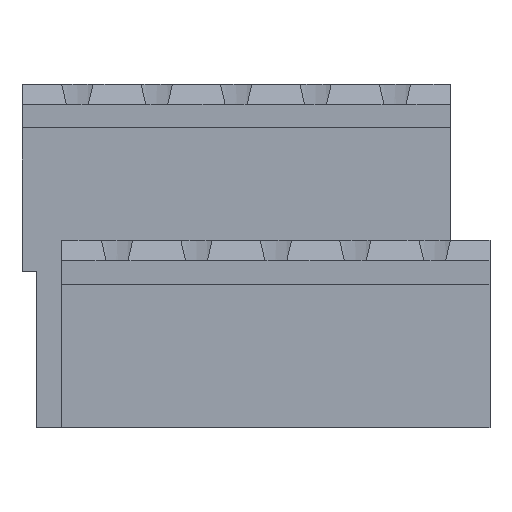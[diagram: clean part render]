
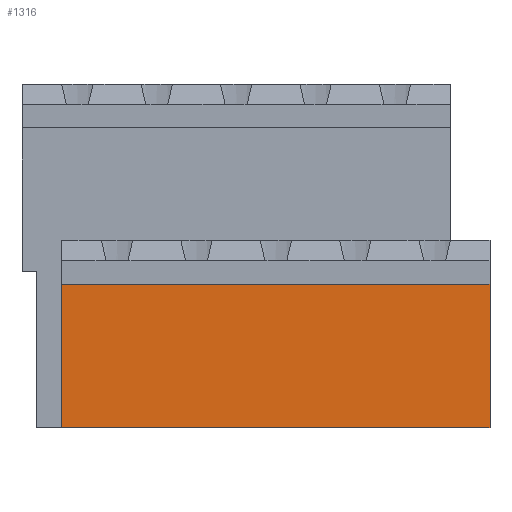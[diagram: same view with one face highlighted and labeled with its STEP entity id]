
A CAD part, front view. The second image highlights one B-rep face of the part: STEP entity #1316.
In plain terms, the highlighted planar face has unit normal (0, -1, 0).
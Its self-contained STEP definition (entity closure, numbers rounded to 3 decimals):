
#1316 = ADVANCED_FACE( '', ( #2630 ), #2631, .F. );
#2630 = FACE_OUTER_BOUND( '', #3946, .T. );
#2631 = PLANE( '', #3947 );
#3946 = EDGE_LOOP( '', ( #7697, #7698, #7699, #7700 ) );
#3947 = AXIS2_PLACEMENT_3D( '', #7701, #7702, #7703 );
#7697 = ORIENTED_EDGE( '', *, *, #9448, .F. );
#7698 = ORIENTED_EDGE( '', *, *, #9171, .F. );
#7699 = ORIENTED_EDGE( '', *, *, #9392, .F. );
#7700 = ORIENTED_EDGE( '', *, *, #8823, .F. );
#7701 = CARTESIAN_POINT( '', ( 0., -18.85, 0. ) );
#7702 = DIRECTION( '', ( 0., 1., 0. ) );
#7703 = DIRECTION( '', ( 0., 0., 1. ) );
#8823 = EDGE_CURVE( '', #10913, #10915, #10916, .T. );
#9171 = EDGE_CURVE( '', #11449, #11451, #11452, .T. );
#9392 = EDGE_CURVE( '', #10915, #11449, #11750, .T. );
#9448 = EDGE_CURVE( '', #11451, #10913, #11823, .T. );
#10913 = VERTEX_POINT( '', #13824 );
#10915 = VERTEX_POINT( '', #13827 );
#10916 = LINE( '', #13828, #13829 );
#11449 = VERTEX_POINT( '', #14618 );
#11451 = VERTEX_POINT( '', #14621 );
#11452 = LINE( '', #14622, #14623 );
#11750 = LINE( '', #15067, #15068 );
#11823 = LINE( '', #15171, #15172 );
#13824 = CARTESIAN_POINT( '', ( -11.16, -18.85, -1.8 ) );
#13827 = CARTESIAN_POINT( '', ( 16.24, -18.85, -1.8 ) );
#13828 = CARTESIAN_POINT( '', ( -11.16, -18.85, -1.8 ) );
#13829 = VECTOR( '', #16325, 1000. );
#14618 = CARTESIAN_POINT( '', ( 16.24, -18.85, -11. ) );
#14621 = CARTESIAN_POINT( '', ( -11.16, -18.85, -11. ) );
#14622 = CARTESIAN_POINT( '', ( 16.24, -18.85, -11. ) );
#14623 = VECTOR( '', #16643, 1000. );
#15067 = CARTESIAN_POINT( '', ( 16.24, -18.85, -1.8 ) );
#15068 = VECTOR( '', #16829, 1000. );
#15171 = CARTESIAN_POINT( '', ( -11.16, -18.85, -11. ) );
#15172 = VECTOR( '', #16881, 1000. );
#16325 = DIRECTION( '', ( 1., 0., 0. ) );
#16643 = DIRECTION( '', ( -1., 0., 0. ) );
#16829 = DIRECTION( '', ( 0., 0., -1. ) );
#16881 = DIRECTION( '', ( 0., 0., 1. ) );
